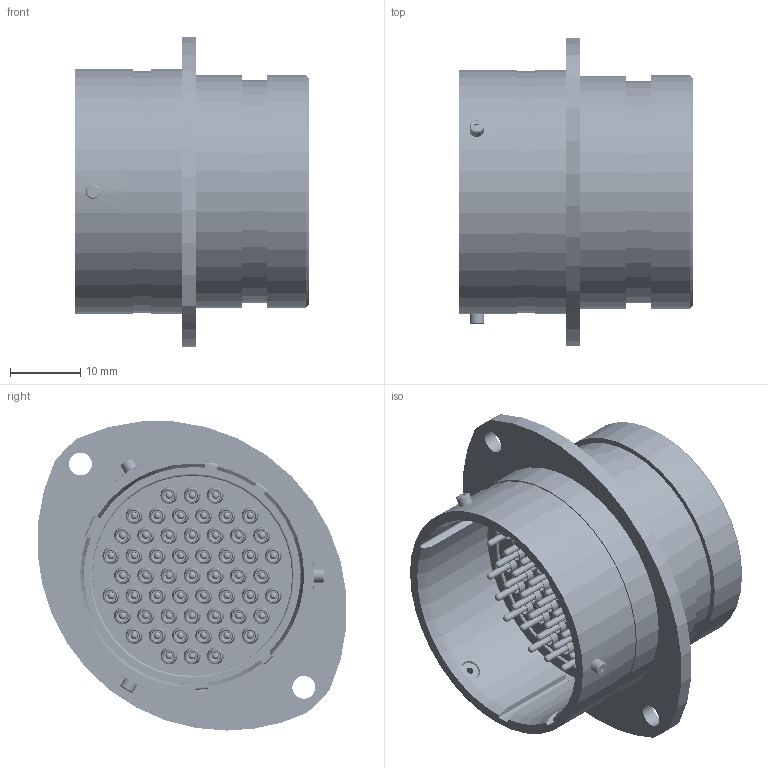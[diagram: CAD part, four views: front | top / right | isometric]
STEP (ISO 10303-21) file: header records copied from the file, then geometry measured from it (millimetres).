
FILE_DESCRIPTION (( 'STEP AP214' ), '1' );
FILE_NAME ('AS022-55PC.STEP', '2019-04-04T13:18:42', ( '' ), ( '' ), 'SwSTEP 2.0', 'SolidWorks 2016', '' );
FILE_SCHEMA (( 'AUTOMOTIVE_DESIGN' ));
Length unit declared in the file: millimetre
Products named in the file (1): AS022-55PC
Bounding box: 33.31 x 43.94 x 44 mm (x, y, z)
Volume: 18257.8 mm3; surface area: 20956.2 mm2
Topology: 65 solids, 65 shells, 2703 faces, 5589 edges, 3194 vertices
Faces by surface type: torus 1120, cylinder 771, cone 462, plane 332, sphere 18
Entity records: 102960 total; most frequent: DIRECTION 15202, CARTESIAN_POINT 11812, ORIENTED_EDGE 11146, AXIS2_PLACEMENT_3D 6969, EDGE_CURVE 5573, CIRCLE 4267, VERTEX_POINT 3188, EDGE_LOOP 3125
